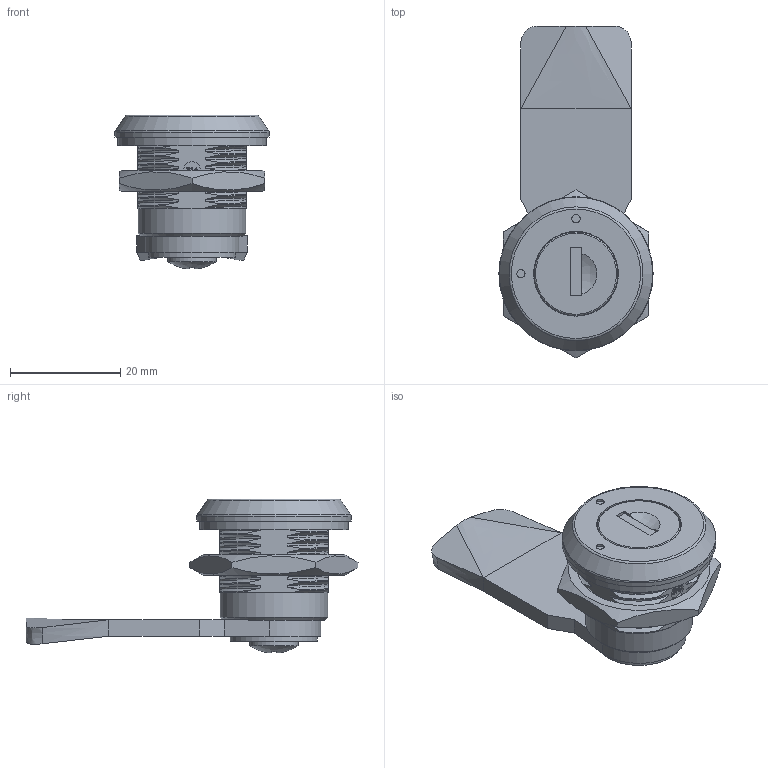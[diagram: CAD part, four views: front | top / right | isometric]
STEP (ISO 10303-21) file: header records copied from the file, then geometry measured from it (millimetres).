
FILE_DESCRIPTION(/* description */ (''),/* implementation_level */ '2;1');
FILE_NAME(/* name */ 'KCS-1312_1.stp',/* time_stamp */ '2023-09-20T13:38:13+09:00',/* author */ ('user'),/* organization */ (''),/* preprocessor_version */ 'ST-DEVELOPER v15.6',/* originating_system */ 'Autodesk Inventor 2015',/* authorisation */ '');
FILE_SCHEMA (('AUTOMOTIVE_DESIGN { 1 0 10303 214 3 1 1 }'));
Length unit declared in the file: millimetre
Products named in the file (8): 몸체; Washer_1.0Tx15.8x5.4; WS1B4500; 너트; 둥근머리_M4x5L; 코어; 패킹; KCS-1312_1
Bounding box: 28 x 60.25 x 27.95 mm (x, y, z)
Volume: 11096 mm3; surface area: 11405.1 mm2
Topology: 9 solids, 9 shells, 591 faces, 1597 edges, 1038 vertices
Faces by surface type: plane 267, cylinder 158, bspline 118, cone 34, torus 9, sphere 5
Full cylindrical faces by diameter (mm): 1.5 x2, 2.7 x1, 3 x2, 3.3 x1, 3.9 x1, 5.4 x1, 8.8 x1, 12.3 x2, 14.5 x1, 15.1 x1, 15.38 x1, 15.5 x1, 15.8 x1, 18.38 x1, 19.5 x1, 20.376 x1, 27 x1, 28 x1
Entity records: 44017 total; most frequent: CARTESIAN_POINT 30294, ORIENTED_EDGE 3104, DIRECTION 2383, EDGE_CURVE 1552, VERTEX_POINT 1029, LINE 835, VECTOR 835, AXIS2_PLACEMENT_3D 774
